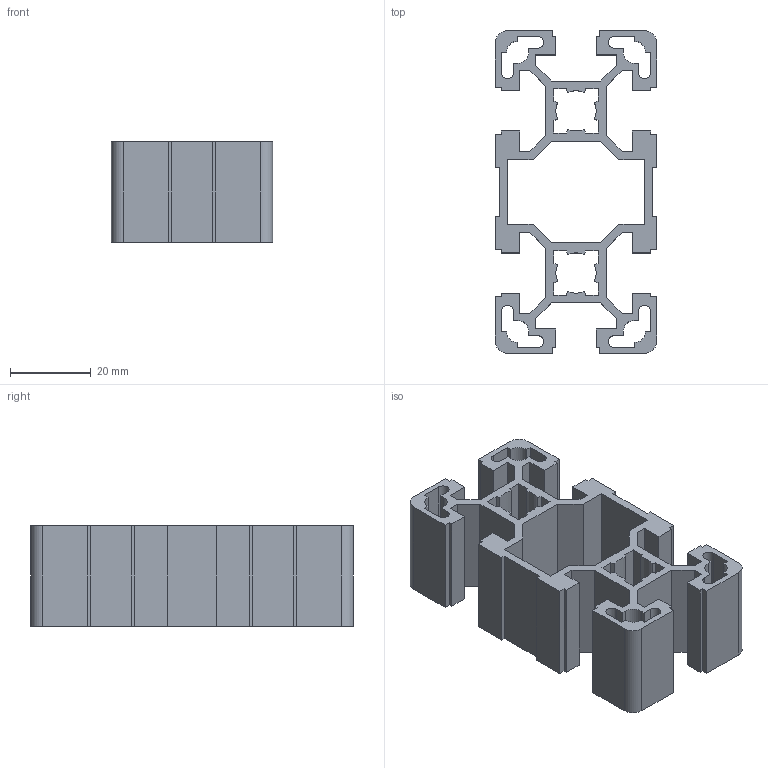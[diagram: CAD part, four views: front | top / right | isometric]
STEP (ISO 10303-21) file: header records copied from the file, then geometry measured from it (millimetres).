
FILE_DESCRIPTION((''),'2;1');
FILE_NAME('40x80.ipt.stp','2011-06-06T11:21:23',(''),(''),'Autodesk Inventor 2011','Autodesk Inventor 2011','');
FILE_SCHEMA(('AUTOMOTIVE_DESIGN { 1 0 10303 214 1 1 1 1 }'));
Length unit declared in the file: millimetre
Products named in the file (1): 40x80
Bounding box: 40 x 80 x 25 mm (x, y, z)
Volume: 24179.6 mm3; surface area: 22852.8 mm2
Topology: 1 solids, 1 shells, 202 faces, 600 edges, 400 vertices
Faces by surface type: plane 174, cylinder 28
Entity records: 6734 total; most frequent: CARTESIAN_POINT 1203, ORIENTED_EDGE 1200, DIRECTION 1062, EDGE_CURVE 600, VECTOR 544, LINE 544, VERTEX_POINT 400, AXIS2_PLACEMENT_3D 259
